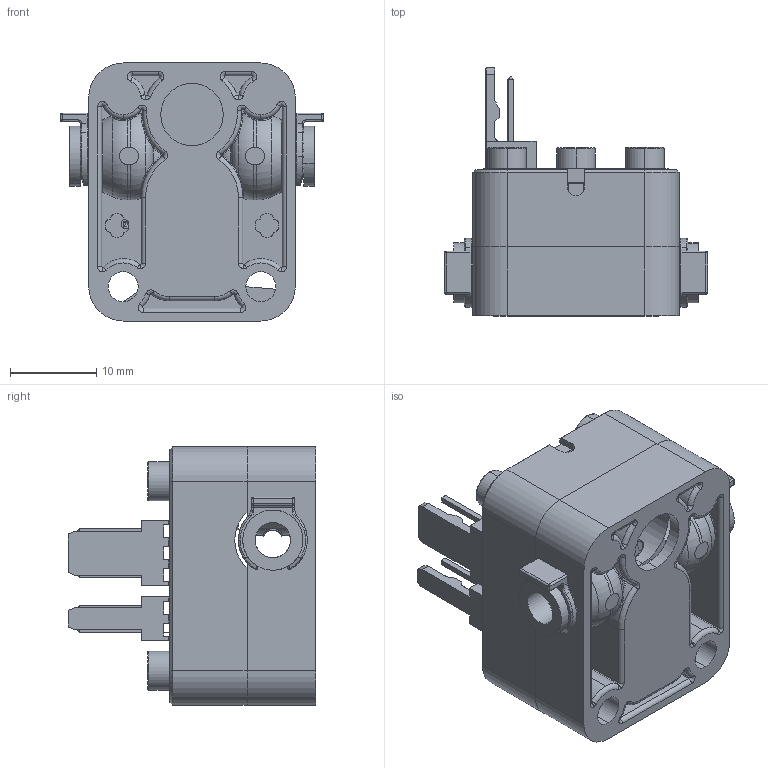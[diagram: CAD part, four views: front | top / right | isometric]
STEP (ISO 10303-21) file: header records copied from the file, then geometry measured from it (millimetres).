
FILE_DESCRIPTION((''),'2;1');
FILE_NAME('','2023-08-09T14:17:11',(''),(''), '','','Unknown');
FILE_SCHEMA(('AUTOMOTIVE_DESIGN { 1 0 10303 214 1 1 1 1 }'));
Products named in the file (1): Fusion
Bounding box: 30.6 x 28.79 x 30 mm (x, y, z)
Surface area: 7175.8 mm2 (no closed solid volume)
Topology: 0 solids, 16 shells, 588 faces, 1845 edges, 1207 vertices
Faces by surface type: plane 214, cylinder 174, bspline 91, torus 77, cone 20, revolution 10, sphere 2
Entity records: 57125 total; most frequent: CARTESIAN_POINT 25711, DIRECTION 5641, ORIENTED_EDGE 3083, PCURVE 3083, DEFINITIONAL_REPRESENTATION 3083, LINE 3045, VECTOR 3045, EDGE_CURVE 1797
